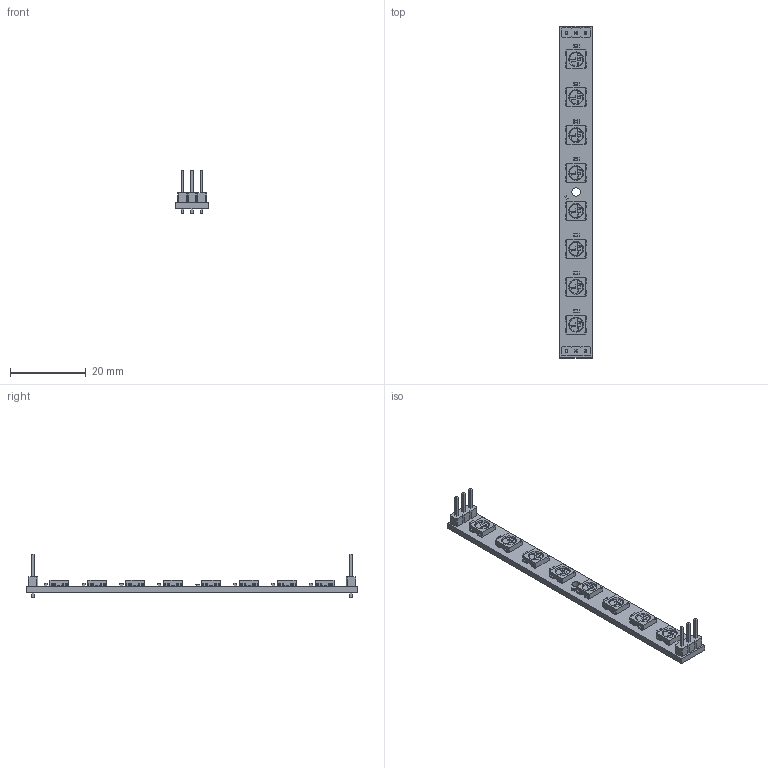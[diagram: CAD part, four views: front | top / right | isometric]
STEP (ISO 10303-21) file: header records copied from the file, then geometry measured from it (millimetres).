
FILE_DESCRIPTION(('KiCad electronic assembly'),'2;1');
FILE_NAME('ws2812_sticks_8_led.step','2025-09-07T18:33:21',('Pcbnew'),( 'Kicad'),'Open CASCADE STEP processor 7.8','KiCad to STEP converter' ,'Unknown');
FILE_SCHEMA(('AUTOMOTIVE_DESIGN { 1 0 10303 214 1 1 1 1 }'));
Length unit declared in the file: millimetre
Products named in the file (10): ws2812_sticks_8_led 1; Led_WS2812B_5050; C_0402_1005Metric; C_0603_1608Metric; PinHeader_1x03_P2.54mm_Vertical; PinHeader_1x03_P254mm_Vertical; _autosave-ws2812_sticks_PCB
Assembly tree (23 placements, depth 3):
  ws2812_sticks_8_led 1
    Led_WS2812B_5050  x8
      Led_WS2812B_5050
    C_0402_1005Metric
      C_0402_1005Metric
    C_0603_1608Metric  x7
      C_0603_1608Metric
    PinHeader_1x03_P2.54mm_Vertical  x2
      PinHeader_1x03_P254mm_Vertical
    _autosave-ws2812_sticks_PCB
Bounding box: 8.65 x 87.6 x 11.54 mm (x, y, z)
Volume: 1592.2 mm3; surface area: 2920.1 mm2
Topology: 19 solids, 19 shells, 1037 faces, 2721 edges, 1774 vertices
Faces by surface type: plane 766, cylinder 255, cone 16
Full cylindrical faces by diameter (mm): 1 x6, 2.2 x1
Entity records: 8571 total; most frequent: CARTESIAN_POINT 1267, DIRECTION 1163, ORIENTED_EDGE 1152, EDGE_CURVE 576, LINE 469, VECTOR 469, VERTEX_POINT 373, AXIS2_PLACEMENT_3D 347
